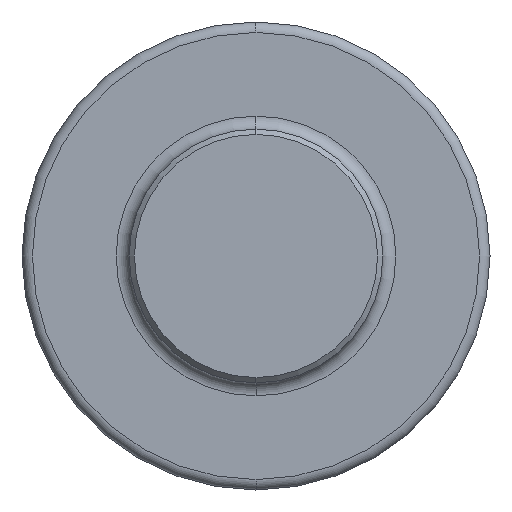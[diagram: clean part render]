
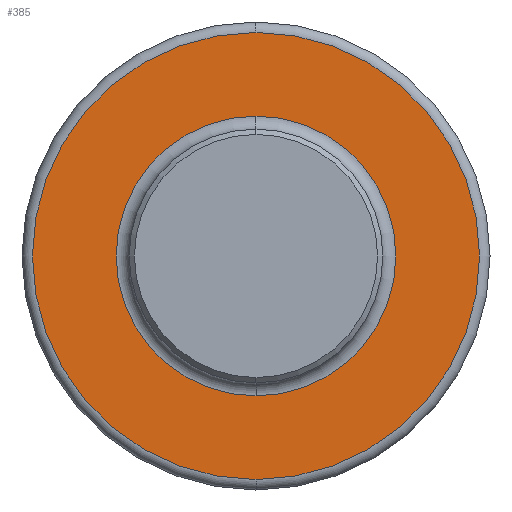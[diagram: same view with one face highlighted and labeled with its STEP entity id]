
A CAD part, left-side view. The second image highlights one B-rep face of the part: STEP entity #385.
In plain terms, the highlighted planar face has unit normal (-1, 0, 0).
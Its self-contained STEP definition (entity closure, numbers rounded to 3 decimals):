
#7 = CIRCLE ( 'NONE', #441, 2.675 ) ;
#35 = CARTESIAN_POINT ( 'NONE',  ( -0.75, 0., 4.275 ) ) ;
#44 = CARTESIAN_POINT ( 'NONE',  ( -0.75, 0., 0. ) ) ;
#59 = CARTESIAN_POINT ( 'NONE',  ( -0.75, 0., 0. ) ) ;
#69 = AXIS2_PLACEMENT_3D ( 'NONE', #44, #313, #271 ) ;
#77 = DIRECTION ( 'NONE',  ( -1., 0., 0. ) ) ;
#94 = VERTEX_POINT ( 'NONE', #678 ) ;
#118 = EDGE_CURVE ( 'NONE', #679, #94, #132, .T. ) ;
#132 = CIRCLE ( 'NONE', #415, 4.275 ) ;
#143 = EDGE_LOOP ( 'NONE', ( #309, #238 ) ) ;
#157 = FACE_OUTER_BOUND ( 'NONE', #487, .T. ) ;
#168 = CARTESIAN_POINT ( 'NONE',  ( -0.75, 0., 0. ) ) ;
#174 = DIRECTION ( 'NONE',  ( 0., 0., -1. ) ) ;
#206 = AXIS2_PLACEMENT_3D ( 'NONE', #168, #437, #645 ) ;
#238 = ORIENTED_EDGE ( 'NONE', *, *, #568, .T. ) ;
#271 = DIRECTION ( 'NONE',  ( 0., 0., -1. ) ) ;
#286 = CIRCLE ( 'NONE', #69, 4.275 ) ;
#309 = ORIENTED_EDGE ( 'NONE', *, *, #640, .T. ) ;
#313 = DIRECTION ( 'NONE',  ( -1., 0., 0. ) ) ;
#328 = VERTEX_POINT ( 'NONE', #369 ) ;
#341 = CIRCLE ( 'NONE', #662, 2.675 ) ;
#369 = CARTESIAN_POINT ( 'NONE',  ( -0.75, 0., 2.675 ) ) ;
#380 = CARTESIAN_POINT ( 'NONE',  ( -0.75, 0., -2.675 ) ) ;
#385 = ADVANCED_FACE ( 'NONE', ( #157, #541 ), #393, .F. ) ;
#393 = PLANE ( 'NONE',  #206 ) ;
#415 = AXIS2_PLACEMENT_3D ( 'NONE', #464, #77, #565 ) ;
#424 = ORIENTED_EDGE ( 'NONE', *, *, #670, .T. ) ;
#437 = DIRECTION ( 'NONE',  ( 1., 0., 0. ) ) ;
#441 = AXIS2_PLACEMENT_3D ( 'NONE', #59, #625, #687 ) ;
#455 = DIRECTION ( 'NONE',  ( 1., 0., 0. ) ) ;
#464 = CARTESIAN_POINT ( 'NONE',  ( -0.75, 0., 0. ) ) ;
#476 = CARTESIAN_POINT ( 'NONE',  ( -0.75, 0., 0. ) ) ;
#487 = EDGE_LOOP ( 'NONE', ( #424, #561 ) ) ;
#541 = FACE_BOUND ( 'NONE', #143, .T. ) ;
#561 = ORIENTED_EDGE ( 'NONE', *, *, #118, .T. ) ;
#565 = DIRECTION ( 'NONE',  ( 0., 0., -1. ) ) ;
#568 = EDGE_CURVE ( 'NONE', #328, #667, #7, .T. ) ;
#625 = DIRECTION ( 'NONE',  ( 1., 0., 0. ) ) ;
#640 = EDGE_CURVE ( 'NONE', #667, #328, #341, .T. ) ;
#645 = DIRECTION ( 'NONE',  ( 0., 0., -1. ) ) ;
#662 = AXIS2_PLACEMENT_3D ( 'NONE', #476, #455, #174 ) ;
#667 = VERTEX_POINT ( 'NONE', #380 ) ;
#670 = EDGE_CURVE ( 'NONE', #94, #679, #286, .T. ) ;
#678 = CARTESIAN_POINT ( 'NONE',  ( -0.75, 0., -4.275 ) ) ;
#679 = VERTEX_POINT ( 'NONE', #35 ) ;
#687 = DIRECTION ( 'NONE',  ( 0., 0., -1. ) ) ;
